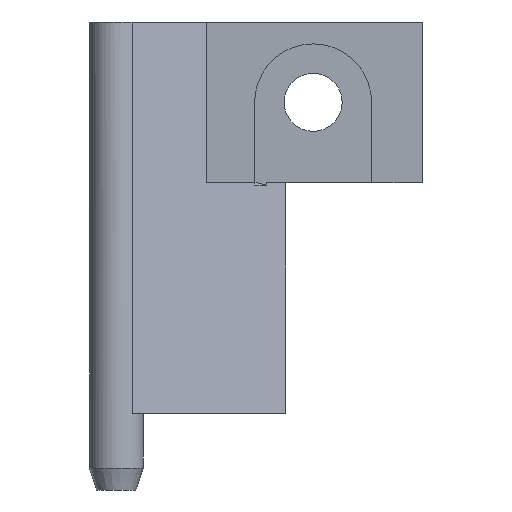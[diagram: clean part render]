
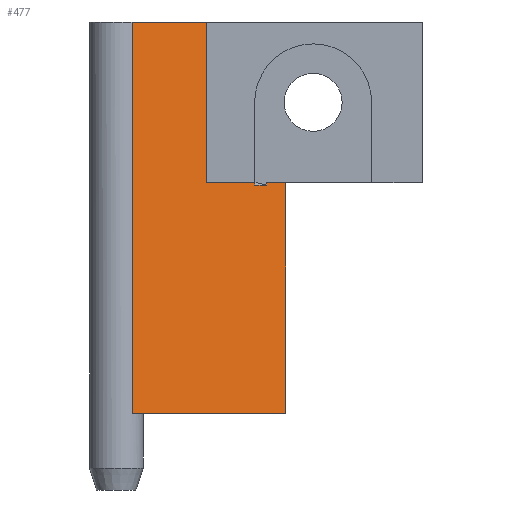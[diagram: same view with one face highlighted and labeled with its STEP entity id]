
A CAD part, front view. The second image highlights one B-rep face of the part: STEP entity #477.
In plain terms, the highlighted planar face has unit normal (0.342, -0.94, 0).
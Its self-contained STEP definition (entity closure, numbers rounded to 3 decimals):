
#16=LINE('',#655,#71);
#25=LINE('',#677,#80);
#38=LINE('',#704,#93);
#44=LINE('',#723,#99);
#50=LINE('',#734,#105);
#59=LINE('',#754,#114);
#60=LINE('',#757,#115);
#65=LINE('',#765,#120);
#67=LINE('',#770,#122);
#68=LINE('',#771,#123);
#71=VECTOR('',#531,10.);
#80=VECTOR('',#548,10.);
#93=VECTOR('',#571,10.);
#99=VECTOR('',#589,10.);
#105=VECTOR('',#597,10.);
#114=VECTOR('',#616,10.);
#115=VECTOR('',#619,10.);
#120=VECTOR('',#628,10.);
#122=VECTOR('',#634,10.);
#123=VECTOR('',#635,10.);
#146=PLANE('',#513);
#176=FACE_OUTER_BOUND('',#206,.T.);
#206=EDGE_LOOP('',(#432,#433,#434,#435,#436,#437,#438,#439,#440,#441));
#222=VERTEX_POINT('',#652);
#223=VERTEX_POINT('',#654);
#232=VERTEX_POINT('',#676);
#239=VERTEX_POINT('',#700);
#241=VERTEX_POINT('',#703);
#248=VERTEX_POINT('',#722);
#252=VERTEX_POINT('',#732);
#258=VERTEX_POINT('',#752);
#259=VERTEX_POINT('',#756);
#261=VERTEX_POINT('',#769);
#266=EDGE_CURVE('',#222,#223,#16,.T.);
#277=EDGE_CURVE('',#223,#232,#25,.T.);
#290=EDGE_CURVE('',#239,#241,#38,.T.);
#299=EDGE_CURVE('',#241,#248,#44,.T.);
#305=EDGE_CURVE('',#252,#239,#50,.T.);
#315=EDGE_CURVE('',#252,#258,#59,.T.);
#316=EDGE_CURVE('',#259,#248,#60,.T.);
#321=EDGE_CURVE('',#232,#258,#65,.T.);
#323=EDGE_CURVE('',#261,#222,#67,.T.);
#324=EDGE_CURVE('',#259,#261,#68,.T.);
#432=ORIENTED_EDGE('',*,*,#305,.F.);
#433=ORIENTED_EDGE('',*,*,#315,.T.);
#434=ORIENTED_EDGE('',*,*,#321,.F.);
#435=ORIENTED_EDGE('',*,*,#277,.F.);
#436=ORIENTED_EDGE('',*,*,#266,.F.);
#437=ORIENTED_EDGE('',*,*,#323,.F.);
#438=ORIENTED_EDGE('',*,*,#324,.F.);
#439=ORIENTED_EDGE('',*,*,#316,.T.);
#440=ORIENTED_EDGE('',*,*,#299,.F.);
#441=ORIENTED_EDGE('',*,*,#290,.F.);
#477=ADVANCED_FACE('',(#176),#146,.T.);
#513=AXIS2_PLACEMENT_3D('',#768,#632,#633);
#531=DIRECTION('',(0.,0.,1.));
#548=DIRECTION('',(0.94,0.342,0.));
#571=DIRECTION('',(0.94,0.342,0.));
#589=DIRECTION('',(0.,0.,1.));
#597=DIRECTION('',(0.,0.,-1.));
#616=DIRECTION('',(-0.94,-0.342,0.));
#619=DIRECTION('',(-0.94,-0.342,0.));
#628=DIRECTION('',(0.,0.,-1.));
#632=DIRECTION('center_axis',(0.342,-0.94,0.));
#633=DIRECTION('ref_axis',(-0.94,-0.342,0.));
#634=DIRECTION('',(-0.94,-0.342,0.));
#635=DIRECTION('',(0.,0.,-1.));
#652=CARTESIAN_POINT('',(1.455,-1.971,-21.));
#654=CARTESIAN_POINT('',(1.455,-1.971,14.8));
#655=CARTESIAN_POINT('',(1.455,-1.971,0.));
#676=CARTESIAN_POINT('',(8.245,0.5,14.8));
#677=CARTESIAN_POINT('',(0.153,-2.445,14.8));
#700=CARTESIAN_POINT('',(12.65,2.103,-0.125));
#703=CARTESIAN_POINT('',(13.74,2.5,-0.125));
#704=CARTESIAN_POINT('',(14.46,2.762,-0.125));
#722=CARTESIAN_POINT('',(13.74,2.5,0.1));
#723=CARTESIAN_POINT('',(13.74,2.5,3.225));
#732=CARTESIAN_POINT('',(12.65,2.103,0.1));
#734=CARTESIAN_POINT('',(12.65,2.103,3.725));
#752=CARTESIAN_POINT('',(8.245,0.5,0.1));
#754=CARTESIAN_POINT('',(0.153,-2.445,0.1));
#756=CARTESIAN_POINT('',(15.5,3.141,0.1));
#757=CARTESIAN_POINT('',(0.153,-2.445,0.1));
#765=CARTESIAN_POINT('',(8.245,0.5,0.));
#768=CARTESIAN_POINT('Origin',(15.5,3.141,0.));
#769=CARTESIAN_POINT('',(15.5,3.141,-21.));
#770=CARTESIAN_POINT('',(0.153,-2.445,-21.));
#771=CARTESIAN_POINT('',(15.5,3.141,0.));
